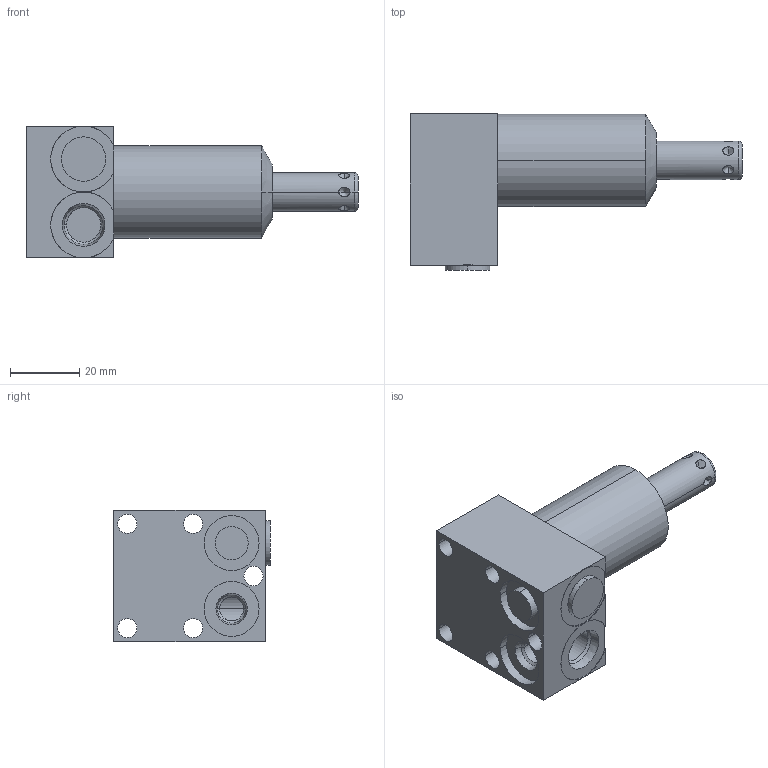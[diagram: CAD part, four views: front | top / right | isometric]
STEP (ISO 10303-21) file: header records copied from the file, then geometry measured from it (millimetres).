
FILE_DESCRIPTION((''),'2;1');
FILE_NAME('ILC14210501S','2018-06-11T',('act'),(''),'PRO/ENGINEER BY PARAMETRIC TECHNOLOGY CORPORATION, 2013320','PRO/ENGINEER BY PARAMETRIC TECHNOLOGY CORPORATION, 2013320','');
FILE_SCHEMA(('AUTOMOTIVE_DESIGN { 1 0 10303 214 1 1 1 1 }'));
Length unit declared in the file: inch
Products named in the file (1): ILC14210501S
Bounding box: 96.04 x 45.34 x 38.1 mm (x, y, z)
Volume: 63218.1 mm3; surface area: 16219.3 mm2
Topology: 1 solids, 3 shells, 87 faces, 217 edges, 130 vertices
Faces by surface type: cylinder 36, cone 28, plane 21, torus 2
Entity records: 3637 total; most frequent: CARTESIAN_POINT 711, DIRECTION 449, ORIENTED_EDGE 402, PRESENTATION_STYLE_ASSIGNMENT 220, STYLED_ITEM 205, CURVE_STYLE 203, EDGE_CURVE 203, AXIS2_PLACEMENT_3D 180
